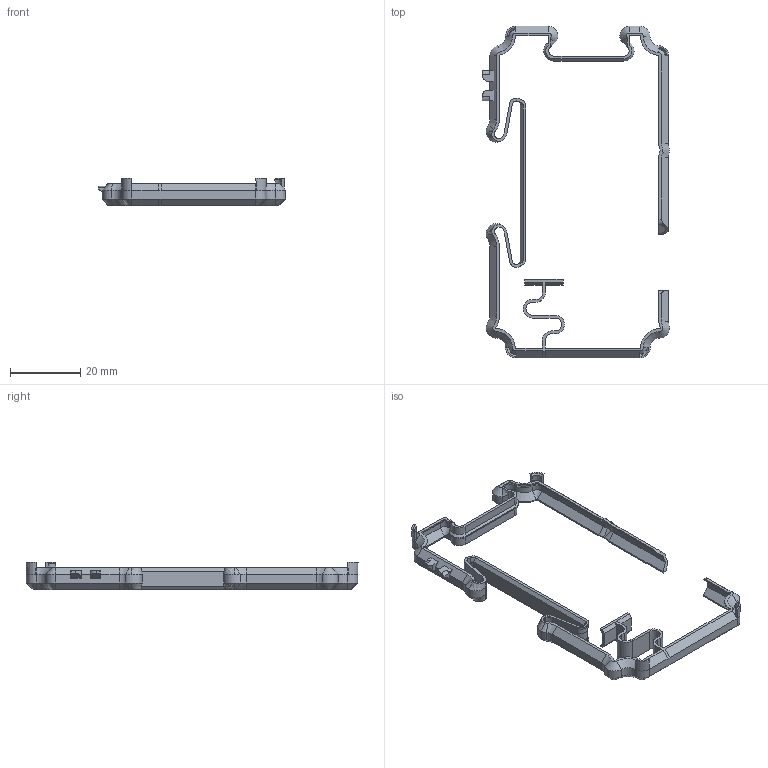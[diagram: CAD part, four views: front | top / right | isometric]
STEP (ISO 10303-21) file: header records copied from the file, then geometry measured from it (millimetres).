
FILE_DESCRIPTION(('FreeCAD Model'),'2;1');
FILE_NAME('Open CASCADE Shape Model','2024-08-28T23:34:05',(''),(''), 'Open CASCADE STEP processor 7.6','FreeCAD','Unknown');
FILE_SCHEMA(('AUTOMOTIVE_DESIGN { 1 0 10303 214 1 1 1 1 }'));
Length unit declared in the file: millimetre
Products named in the file (1): Battery Cage (Parametric)
Bounding box: 53.35 x 94.65 x 7.8 mm (x, y, z)
Volume: 2319.5 mm3; surface area: 6177.3 mm2
Topology: 1 solids, 1 shells, 439 faces, 1086 edges, 649 vertices
Faces by surface type: plane 151, cylinder 120, cone 96, bspline 72
Entity records: 14245 total; most frequent: CARTESIAN_POINT 4276, ORIENTED_EDGE 2172, DIRECTION 1933, EDGE_CURVE 1086, AXIS2_PLACEMENT_3D 672, VERTEX_POINT 649, LINE 589, VECTOR 589
